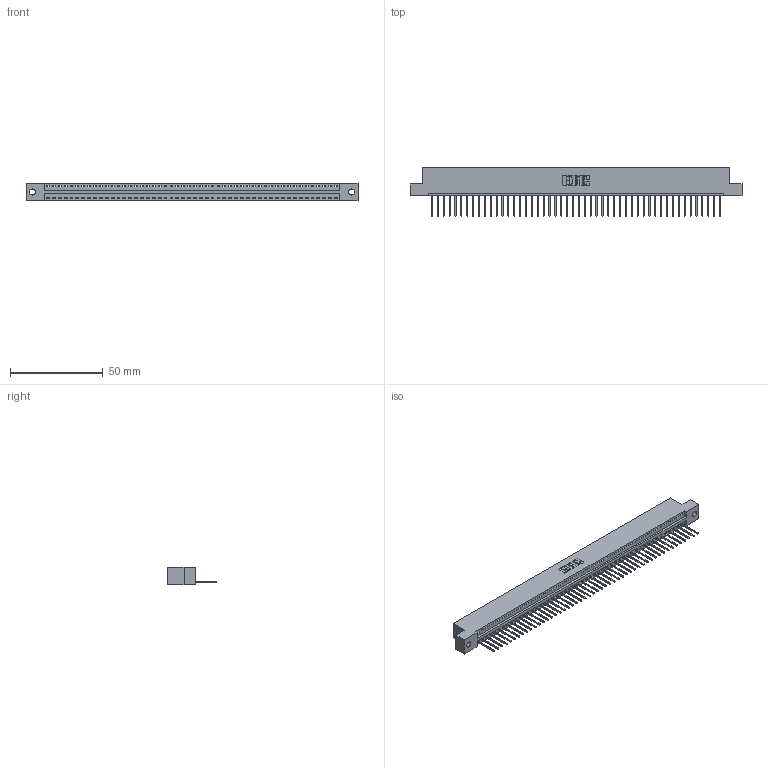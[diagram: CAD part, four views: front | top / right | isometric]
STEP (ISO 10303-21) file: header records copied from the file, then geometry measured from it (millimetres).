
FILE_DESCRIPTION (( 'STEP AP203' ), '1' );
FILE_NAME ('346-050-522-102.STEP', '2018-08-27T21:39:47', ( '' ), ( '' ), 'SwSTEP 2.0', 'SolidWorks 2016', '' );
FILE_SCHEMA (( 'CONFIG_CONTROL_DESIGN' ));
Length unit declared in the file: inch
Products named in the file (3): 346 Part_Flush Mounting Lugs - 0.128 Dia; 345-292-001_345-293-122; 346-050-522-102
Assembly tree (51 placements, depth 2):
  346-050-522-102
    346 Part_Flush Mounting Lugs - 0.128 Dia
    345-292-001_345-293-122  x50
Bounding box: 179.32 x 26.42 x 9.4 mm (x, y, z)
Volume: 17190 mm3; surface area: 21484.3 mm2
Topology: 51 solids, 51 shells, 3022 faces, 9129 edges, 6018 vertices
Faces by surface type: plane 2076, cylinder 946
Entity records: 29975 total; most frequent: CARTESIAN_POINT 5142, ORIENTED_EDGE 5126, DIRECTION 4527, EDGE_CURVE 2563, LINE 2231, VECTOR 2231, VERTEX_POINT 1706, AXIS2_PLACEMENT_3D 1148
